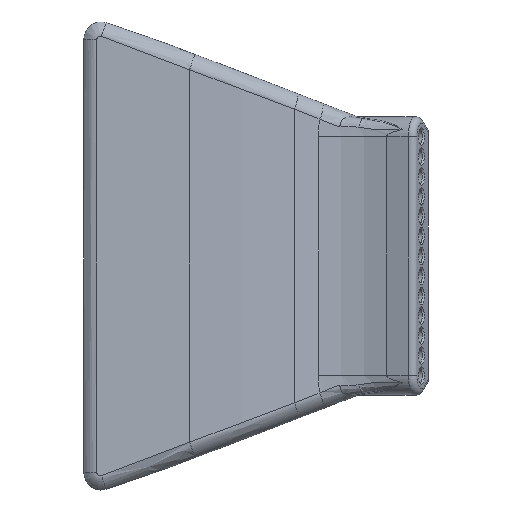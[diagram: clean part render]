
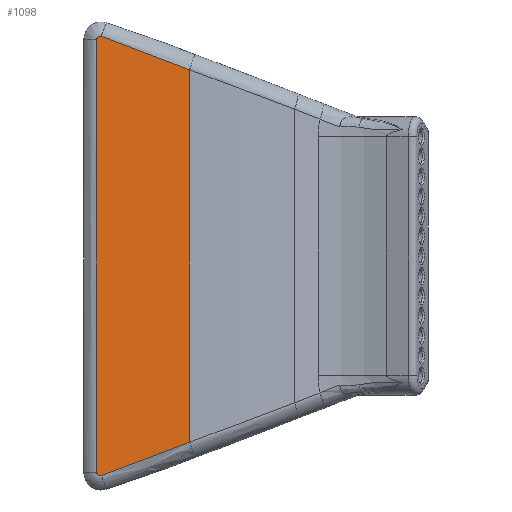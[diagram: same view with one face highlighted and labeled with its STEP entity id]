
A CAD part, top view. The second image highlights one B-rep face of the part: STEP entity #1098.
In plain terms, the highlighted planar face has unit normal (0.05, 0, 0.999).
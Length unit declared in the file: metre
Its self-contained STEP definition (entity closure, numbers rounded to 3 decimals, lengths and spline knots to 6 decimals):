
#146=B_SPLINE_CURVE_WITH_KNOTS('',3,(#1819,#1820,#1821,#1822),
 .UNSPECIFIED.,.F.,.F.,(4,4),(0.,0.5),.UNSPECIFIED.);
#147=B_SPLINE_CURVE_WITH_KNOTS('',3,(#1825,#1826,#1827,#1828),
 .UNSPECIFIED.,.F.,.F.,(4,4),(0.,0.5),.UNSPECIFIED.);
#148=B_SPLINE_CURVE_WITH_KNOTS('',3,(#1830,#1831,#1832,#1833,#1834),
 .UNSPECIFIED.,.F.,.F.,(4,1,4),(0.,0.5,1.),.UNSPECIFIED.);
#149=B_SPLINE_CURVE_WITH_KNOTS('',3,(#1836,#1837,#1838,#1839),
 .UNSPECIFIED.,.F.,.F.,(4,4),(0.,1.),.UNSPECIFIED.);
#150=B_SPLINE_CURVE_WITH_KNOTS('',3,(#1843,#1844,#1845,#1846),
 .UNSPECIFIED.,.F.,.F.,(4,4),(0.,1.),.UNSPECIFIED.);
#151=B_SPLINE_CURVE_WITH_KNOTS('',3,(#1848,#1849,#1850,#1851,#1852),
 .UNSPECIFIED.,.F.,.F.,(4,1,4),(0.,0.5,1.),.UNSPECIFIED.);
#259=ORIENTED_EDGE('',*,*,#559,.T.);
#260=ORIENTED_EDGE('',*,*,#560,.F.);
#261=ORIENTED_EDGE('',*,*,#561,.F.);
#262=ORIENTED_EDGE('',*,*,#562,.F.);
#263=ORIENTED_EDGE('',*,*,#563,.T.);
#264=ORIENTED_EDGE('',*,*,#564,.T.);
#265=ORIENTED_EDGE('',*,*,#565,.T.);
#559=EDGE_CURVE('',#708,#709,#146,.T.);
#560=EDGE_CURVE('',#710,#709,#147,.T.);
#561=EDGE_CURVE('',#711,#710,#148,.T.);
#562=EDGE_CURVE('',#712,#711,#149,.T.);
#563=EDGE_CURVE('',#712,#713,#783,.F.);
#564=EDGE_CURVE('',#713,#714,#150,.T.);
#565=EDGE_CURVE('',#714,#708,#151,.T.);
#708=VERTEX_POINT('',#1823);
#709=VERTEX_POINT('',#1824);
#710=VERTEX_POINT('',#1829);
#711=VERTEX_POINT('',#1835);
#712=VERTEX_POINT('',#1840);
#713=VERTEX_POINT('',#1842);
#714=VERTEX_POINT('',#1847);
#783=LINE('',#1841,#811);
#811=VECTOR('',#1379,1.);
#842=EDGE_LOOP('',(#259,#260,#261,#262,#263,#264,#265));
#964=FACE_BOUND('',#842,.T.);
#1069=PLANE('',#1213);
#1098=ADVANCED_FACE('',(#964),#1069,.F.);
#1213=AXIS2_PLACEMENT_3D('',#1818,#1377,#1378);
#1377=DIRECTION('',(-0.05,0.,-0.999));
#1378=DIRECTION('',(0.,-1.,0.));
#1379=DIRECTION('',(0.,-1.,0.));
#1818=CARTESIAN_POINT('',(-0.076578,-0.00334,0.024937));
#1819=CARTESIAN_POINT('',(-0.120482,0.06195,0.027142));
#1820=CARTESIAN_POINT('',(-0.120482,0.040186,0.027142));
#1821=CARTESIAN_POINT('',(-0.120482,0.018423,0.027142));
#1822=CARTESIAN_POINT('',(-0.120482,-0.00334,0.027142));
#1823=CARTESIAN_POINT('',(-0.120482,0.06195,0.027142));
#1824=CARTESIAN_POINT('',(-0.120482,-0.00334,0.027142));
#1825=CARTESIAN_POINT('',(-0.120482,-0.06863,0.027142));
#1826=CARTESIAN_POINT('',(-0.120482,-0.046866,0.027142));
#1827=CARTESIAN_POINT('',(-0.120482,-0.025103,0.027142));
#1828=CARTESIAN_POINT('',(-0.120482,-0.00334,0.027142));
#1829=CARTESIAN_POINT('',(-0.120482,-0.06863,0.027142));
#1830=CARTESIAN_POINT('',(-0.119117,-0.069564,0.027073));
#1831=CARTESIAN_POINT('',(-0.119426,-0.069681,0.027089));
#1832=CARTESIAN_POINT('',(-0.120139,-0.069586,0.027124));
#1833=CARTESIAN_POINT('',(-0.120482,-0.068959,0.027142));
#1834=CARTESIAN_POINT('',(-0.120482,-0.06863,0.027142));
#1835=CARTESIAN_POINT('',(-0.119117,-0.069564,0.027073));
#1836=CARTESIAN_POINT('',(-0.092496,-0.059475,0.025736));
#1837=CARTESIAN_POINT('',(-0.10137,-0.062838,0.026182));
#1838=CARTESIAN_POINT('',(-0.110243,-0.066201,0.026627));
#1839=CARTESIAN_POINT('',(-0.119117,-0.069564,0.027073));
#1840=CARTESIAN_POINT('',(-0.092496,-0.059475,0.025736));
#1841=CARTESIAN_POINT('',(-0.092496,0.052351,0.025736));
#1842=CARTESIAN_POINT('',(-0.092496,0.052795,0.025736));
#1843=CARTESIAN_POINT('',(-0.092496,0.052795,0.025736));
#1844=CARTESIAN_POINT('',(-0.10137,0.056158,0.026182));
#1845=CARTESIAN_POINT('',(-0.110243,0.059521,0.026627));
#1846=CARTESIAN_POINT('',(-0.119117,0.062884,0.027073));
#1847=CARTESIAN_POINT('',(-0.119117,0.062884,0.027073));
#1848=CARTESIAN_POINT('',(-0.119117,0.062884,0.027073));
#1849=CARTESIAN_POINT('',(-0.119426,0.063001,0.027089));
#1850=CARTESIAN_POINT('',(-0.120139,0.062906,0.027124));
#1851=CARTESIAN_POINT('',(-0.120482,0.062279,0.027142));
#1852=CARTESIAN_POINT('',(-0.120482,0.06195,0.027142));
